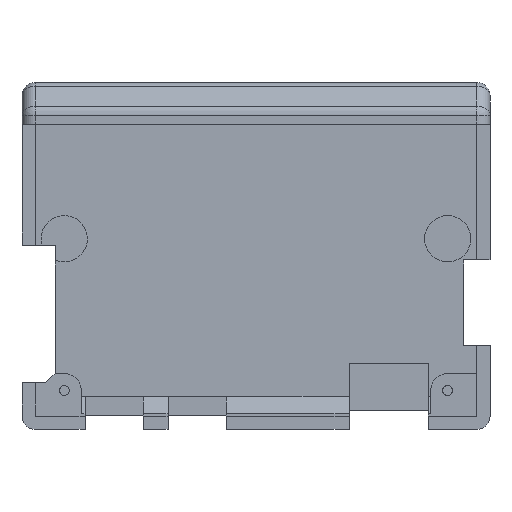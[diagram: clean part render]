
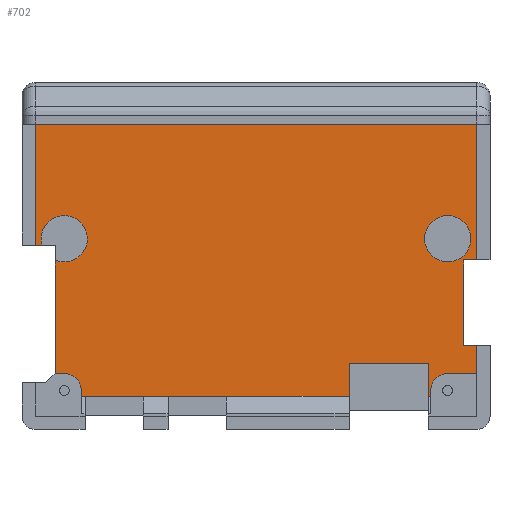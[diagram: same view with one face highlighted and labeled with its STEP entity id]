
A CAD part, front view. The second image highlights one B-rep face of the part: STEP entity #702.
In plain terms, the highlighted planar face has unit normal (0, -1, 0).
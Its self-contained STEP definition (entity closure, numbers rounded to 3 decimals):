
#171 = VERTEX_POINT('',#172);
#172 = CARTESIAN_POINT('',(-1.2,22.05,-35.3));
#227 = VERTEX_POINT('',#228);
#228 = CARTESIAN_POINT('',(0.1,22.05,-35.3));
#234 = EDGE_CURVE('',#171,#227,#235,.T.);
#235 = LINE('',#236,#237);
#236 = CARTESIAN_POINT('',(-0.7,22.05,-35.3));
#237 = VECTOR('',#238,1.);
#238 = DIRECTION('',(1.,0.,0.));
#276 = VERTEX_POINT('',#277);
#277 = CARTESIAN_POINT('',(2.8,22.05,-38.));
#283 = EDGE_CURVE('',#227,#276,#284,.T.);
#284 = CIRCLE('',#285,2.7);
#285 = AXIS2_PLACEMENT_3D('',#286,#287,#288);
#286 = CARTESIAN_POINT('',(0.1,22.05,-38.));
#287 = DIRECTION('',(0.,1.,0.));
#288 = DIRECTION('',(0.,0.,1.));
#358 = VERTEX_POINT('',#359);
#359 = CARTESIAN_POINT('',(2.8,22.05,-38.8));
#365 = EDGE_CURVE('',#276,#358,#366,.T.);
#366 = LINE('',#367,#368);
#367 = CARTESIAN_POINT('',(2.8,22.05,-17.55));
#368 = VECTOR('',#369,1.);
#369 = DIRECTION('',(0.,0.,-1.));
#380 = EDGE_CURVE('',#358,#381,#383,.T.);
#381 = VERTEX_POINT('',#382);
#382 = CARTESIAN_POINT('',(43.3,22.05,-38.8));
#383 = LINE('',#384,#385);
#384 = CARTESIAN_POINT('',(-4.2,22.05,-38.8));
#385 = VECTOR('',#386,1.);
#386 = DIRECTION('',(1.,0.,0.));
#684 = VERTEX_POINT('',#685);
#685 = CARTESIAN_POINT('',(-1.2,22.05,-18.153));
#691 = EDGE_CURVE('',#684,#171,#692,.T.);
#692 = LINE('',#693,#694);
#693 = CARTESIAN_POINT('',(-1.2,22.05,-9.8));
#694 = VECTOR('',#695,1.);
#695 = DIRECTION('',(0.,0.,-1.));
#702 = ADVANCED_FACE('',(#703,#847),#858,.F.);
#703 = FACE_BOUND('',#704,.F.);
#704 = EDGE_LOOP('',(#705,#716,#724,#732,#740,#748,#754,#755,#756,#757,
    #758,#759,#768,#777,#785,#793,#801,#809,#817,#825,#833,#841));
#705 = ORIENTED_EDGE('',*,*,#706,.F.);
#706 = EDGE_CURVE('',#707,#709,#711,.T.);
#707 = VERTEX_POINT('',#708);
#708 = CARTESIAN_POINT('',(55.62,22.05,-38.));
#709 = VERTEX_POINT('',#710);
#710 = CARTESIAN_POINT('',(58.32,22.05,-35.3));
#711 = CIRCLE('',#712,2.7);
#712 = AXIS2_PLACEMENT_3D('',#713,#714,#715);
#713 = CARTESIAN_POINT('',(58.32,22.05,-38.));
#714 = DIRECTION('',(0.,1.,0.));
#715 = DIRECTION('',(0.,0.,1.));
#716 = ORIENTED_EDGE('',*,*,#717,.T.);
#717 = EDGE_CURVE('',#707,#718,#720,.T.);
#718 = VERTEX_POINT('',#719);
#719 = CARTESIAN_POINT('',(55.62,22.05,-38.8));
#720 = LINE('',#721,#722);
#721 = CARTESIAN_POINT('',(55.62,22.05,-17.55));
#722 = VECTOR('',#723,1.);
#723 = DIRECTION('',(0.,0.,-1.));
#724 = ORIENTED_EDGE('',*,*,#725,.F.);
#725 = EDGE_CURVE('',#726,#718,#728,.T.);
#726 = VERTEX_POINT('',#727);
#727 = CARTESIAN_POINT('',(55.3,22.05,-38.8));
#728 = LINE('',#729,#730);
#729 = CARTESIAN_POINT('',(-4.2,22.05,-38.8));
#730 = VECTOR('',#731,1.);
#731 = DIRECTION('',(1.,0.,0.));
#732 = ORIENTED_EDGE('',*,*,#733,.T.);
#733 = EDGE_CURVE('',#726,#734,#736,.T.);
#734 = VERTEX_POINT('',#735);
#735 = CARTESIAN_POINT('',(55.3,22.05,-33.8));
#736 = LINE('',#737,#738);
#737 = CARTESIAN_POINT('',(55.3,22.05,-18.55));
#738 = VECTOR('',#739,1.);
#739 = DIRECTION('',(0.,0.,1.));
#740 = ORIENTED_EDGE('',*,*,#741,.F.);
#741 = EDGE_CURVE('',#742,#734,#744,.T.);
#742 = VERTEX_POINT('',#743);
#743 = CARTESIAN_POINT('',(43.3,22.05,-33.8));
#744 = LINE('',#745,#746);
#745 = CARTESIAN_POINT('',(11.743,22.05,-33.8));
#746 = VECTOR('',#747,1.);
#747 = DIRECTION('',(1.,0.,0.));
#748 = ORIENTED_EDGE('',*,*,#749,.T.);
#749 = EDGE_CURVE('',#742,#381,#750,.T.);
#750 = LINE('',#751,#752);
#751 = CARTESIAN_POINT('',(43.3,22.05,-18.55));
#752 = VECTOR('',#753,1.);
#753 = DIRECTION('',(0.,0.,-1.));
#754 = ORIENTED_EDGE('',*,*,#380,.F.);
#755 = ORIENTED_EDGE('',*,*,#365,.F.);
#756 = ORIENTED_EDGE('',*,*,#283,.F.);
#757 = ORIENTED_EDGE('',*,*,#234,.F.);
#758 = ORIENTED_EDGE('',*,*,#691,.F.);
#759 = ORIENTED_EDGE('',*,*,#760,.T.);
#760 = EDGE_CURVE('',#684,#761,#763,.T.);
#761 = VERTEX_POINT('',#762);
#762 = CARTESIAN_POINT('',(3.687,22.05,-14.94));
#763 = CIRCLE('',#764,3.5);
#764 = AXIS2_PLACEMENT_3D('',#765,#766,#767);
#765 = CARTESIAN_POINT('',(0.187,22.05,-14.94));
#766 = DIRECTION('',(0.,-1.,0.));
#767 = DIRECTION('',(1.,0.,0.));
#768 = ORIENTED_EDGE('',*,*,#769,.T.);
#769 = EDGE_CURVE('',#761,#770,#772,.T.);
#770 = VERTEX_POINT('',#771);
#771 = CARTESIAN_POINT('',(-3.179,22.05,-15.9));
#772 = CIRCLE('',#773,3.5);
#773 = AXIS2_PLACEMENT_3D('',#774,#775,#776);
#774 = CARTESIAN_POINT('',(0.187,22.05,-14.94));
#775 = DIRECTION('',(0.,-1.,0.));
#776 = DIRECTION('',(1.,0.,0.));
#777 = ORIENTED_EDGE('',*,*,#778,.F.);
#778 = EDGE_CURVE('',#779,#770,#781,.T.);
#779 = VERTEX_POINT('',#780);
#780 = CARTESIAN_POINT('',(-4.2,22.05,-15.9));
#781 = LINE('',#782,#783);
#782 = CARTESIAN_POINT('',(-5.2,22.05,-15.9));
#783 = VECTOR('',#784,1.);
#784 = DIRECTION('',(1.,0.,0.));
#785 = ORIENTED_EDGE('',*,*,#786,.F.);
#786 = EDGE_CURVE('',#787,#779,#789,.T.);
#787 = VERTEX_POINT('',#788);
#788 = CARTESIAN_POINT('',(-4.2,22.05,3.7));
#789 = LINE('',#790,#791);
#790 = CARTESIAN_POINT('',(-4.2,22.05,6.7));
#791 = VECTOR('',#792,1.);
#792 = DIRECTION('',(0.,0.,-1.));
#793 = ORIENTED_EDGE('',*,*,#794,.T.);
#794 = EDGE_CURVE('',#787,#795,#797,.T.);
#795 = VERTEX_POINT('',#796);
#796 = CARTESIAN_POINT('',(62.62,22.05,3.7));
#797 = LINE('',#798,#799);
#798 = CARTESIAN_POINT('',(-4.2,22.05,3.7));
#799 = VECTOR('',#800,1.);
#800 = DIRECTION('',(1.,0.,0.));
#801 = ORIENTED_EDGE('',*,*,#802,.T.);
#802 = EDGE_CURVE('',#795,#803,#805,.T.);
#803 = VERTEX_POINT('',#804);
#804 = CARTESIAN_POINT('',(62.62,22.05,-18.15));
#805 = LINE('',#806,#807);
#806 = CARTESIAN_POINT('',(62.62,22.05,6.7));
#807 = VECTOR('',#808,1.);
#808 = DIRECTION('',(0.,0.,-1.));
#809 = ORIENTED_EDGE('',*,*,#810,.T.);
#810 = EDGE_CURVE('',#803,#811,#813,.T.);
#811 = VERTEX_POINT('',#812);
#812 = CARTESIAN_POINT('',(60.62,22.05,-18.15));
#813 = LINE('',#814,#815);
#814 = CARTESIAN_POINT('',(30.21,22.05,-18.15));
#815 = VECTOR('',#816,1.);
#816 = DIRECTION('',(-1.,0.,0.));
#817 = ORIENTED_EDGE('',*,*,#818,.T.);
#818 = EDGE_CURVE('',#811,#819,#821,.T.);
#819 = VERTEX_POINT('',#820);
#820 = CARTESIAN_POINT('',(60.62,22.05,-31.15));
#821 = LINE('',#822,#823);
#822 = CARTESIAN_POINT('',(60.62,22.05,-8.975));
#823 = VECTOR('',#824,1.);
#824 = DIRECTION('',(0.,0.,-1.));
#825 = ORIENTED_EDGE('',*,*,#826,.T.);
#826 = EDGE_CURVE('',#819,#827,#829,.T.);
#827 = VERTEX_POINT('',#828);
#828 = CARTESIAN_POINT('',(62.62,22.05,-31.15));
#829 = LINE('',#830,#831);
#830 = CARTESIAN_POINT('',(30.21,22.05,-31.15));
#831 = VECTOR('',#832,1.);
#832 = DIRECTION('',(1.,0.,0.));
#833 = ORIENTED_EDGE('',*,*,#834,.T.);
#834 = EDGE_CURVE('',#827,#835,#837,.T.);
#835 = VERTEX_POINT('',#836);
#836 = CARTESIAN_POINT('',(62.62,22.05,-35.3));
#837 = LINE('',#838,#839);
#838 = CARTESIAN_POINT('',(62.62,22.05,6.7));
#839 = VECTOR('',#840,1.);
#840 = DIRECTION('',(0.,0.,-1.));
#841 = ORIENTED_EDGE('',*,*,#842,.T.);
#842 = EDGE_CURVE('',#835,#709,#843,.T.);
#843 = LINE('',#844,#845);
#844 = CARTESIAN_POINT('',(25.71,22.05,-35.3));
#845 = VECTOR('',#846,1.);
#846 = DIRECTION('',(-1.,0.,0.));
#847 = FACE_BOUND('',#848,.F.);
#848 = EDGE_LOOP('',(#849));
#849 = ORIENTED_EDGE('',*,*,#850,.T.);
#850 = EDGE_CURVE('',#851,#851,#853,.T.);
#851 = VERTEX_POINT('',#852);
#852 = CARTESIAN_POINT('',(61.729,22.05,-14.94));
#853 = CIRCLE('',#854,3.5);
#854 = AXIS2_PLACEMENT_3D('',#855,#856,#857);
#855 = CARTESIAN_POINT('',(58.229,22.05,-14.94));
#856 = DIRECTION('',(0.,-1.,0.));
#857 = DIRECTION('',(1.,0.,0.));
#858 = PLANE('',#859);
#859 = AXIS2_PLACEMENT_3D('',#860,#861,#862);
#860 = CARTESIAN_POINT('',(-4.2,22.05,6.7));
#861 = DIRECTION('',(0.,1.,0.));
#862 = DIRECTION('',(0.,0.,-1.));
